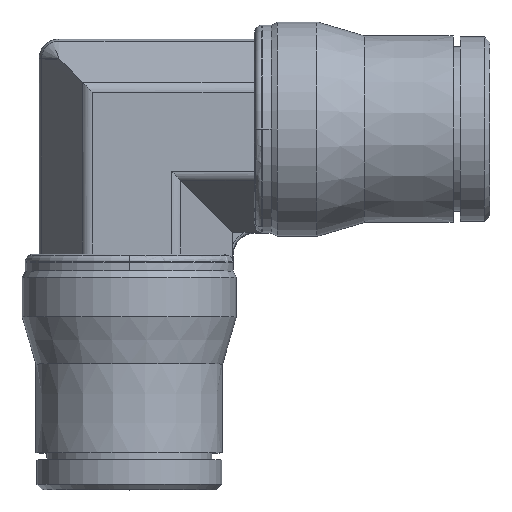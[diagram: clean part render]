
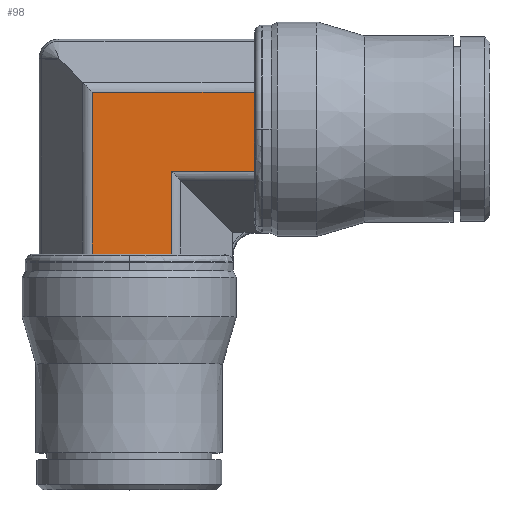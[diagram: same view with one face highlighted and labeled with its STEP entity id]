
A CAD part, top view. The second image highlights one B-rep face of the part: STEP entity #98.
In plain terms, the highlighted planar face has unit normal (0, 0, 1).
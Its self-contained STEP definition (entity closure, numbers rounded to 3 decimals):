
#98=ADVANCED_FACE('',(#252),#253,.T.);
#252=FACE_OUTER_BOUND('',#458,.T.);
#253=PLANE('',#459);
#458=EDGE_LOOP('',(#943,#944,#945,#946,#947,#948));
#459=AXIS2_PLACEMENT_3D('',#949,#950,#951);
#943=ORIENTED_EDGE('',*,*,#1485,.T.);
#944=ORIENTED_EDGE('',*,*,#1486,.T.);
#945=ORIENTED_EDGE('',*,*,#1487,.F.);
#946=ORIENTED_EDGE('',*,*,#1488,.F.);
#947=ORIENTED_EDGE('',*,*,#1489,.T.);
#948=ORIENTED_EDGE('',*,*,#1482,.T.);
#949=CARTESIAN_POINT('',(-20.326,-0.233,7.5));
#950=DIRECTION('',(0.,0.,1.0));
#951=DIRECTION('',(0.,1.0,0.));
#1482=EDGE_CURVE('',#1832,#1830,#1833,.T.);
#1485=EDGE_CURVE('',#1830,#1837,#1838,.T.);
#1486=EDGE_CURVE('',#1837,#1839,#1840,.T.);
#1487=EDGE_CURVE('',#1841,#1839,#1842,.T.);
#1488=EDGE_CURVE('',#1843,#1841,#1844,.T.);
#1489=EDGE_CURVE('',#1843,#1832,#1845,.T.);
#1830=VERTEX_POINT('',#2507);
#1832=VERTEX_POINT('',#2509);
#1833=LINE('',#2510,#2511);
#1837=VERTEX_POINT('',#2516);
#1838=LINE('',#2517,#2518);
#1839=VERTEX_POINT('',#2519);
#1840=LINE('',#2520,#2521);
#1841=VERTEX_POINT('',#2522);
#1842=LINE('',#2523,#2524);
#1843=VERTEX_POINT('',#2525);
#1844=LINE('',#2526,#2527);
#1845=LINE('',#2528,#2529);
#2507=CARTESIAN_POINT('',(-35.975,3.335,7.5));
#2509=CARTESIAN_POINT('',(-21.326,3.335,7.5));
#2510=CARTESIAN_POINT('',(-20.326,3.335,7.5));
#2511=VECTOR('',#2979,1.0);
#2516=CARTESIAN_POINT('',(-35.975,-11.314,7.5));
#2517=CARTESIAN_POINT('',(-35.975,3.567,7.5));
#2518=VECTOR('',#2984,1.0);
#2519=CARTESIAN_POINT('',(-28.84,-11.314,7.5));
#2520=CARTESIAN_POINT('',(-30.327,-11.314,7.5));
#2521=VECTOR('',#2985,1.0);
#2522=CARTESIAN_POINT('',(-28.84,-3.8,7.5));
#2523=CARTESIAN_POINT('',(-28.84,6.366,7.5));
#2524=VECTOR('',#2986,1.0);
#2525=CARTESIAN_POINT('',(-21.326,-3.8,7.5));
#2526=CARTESIAN_POINT('',(-20.326,-3.8,7.5));
#2527=VECTOR('',#2987,1.0);
#2528=CARTESIAN_POINT('',(-21.326,2.08,7.5));
#2529=VECTOR('',#2988,1.0);
#2979=DIRECTION('',(-1.0,0.0,0.));
#2984=DIRECTION('',(0.,-1.0,0.));
#2985=DIRECTION('',(1.0,0.,0.));
#2986=DIRECTION('',(0.,-1.0,0.));
#2987=DIRECTION('',(-1.0,0.0,0.));
#2988=DIRECTION('',(0.0,1.0,0.));
